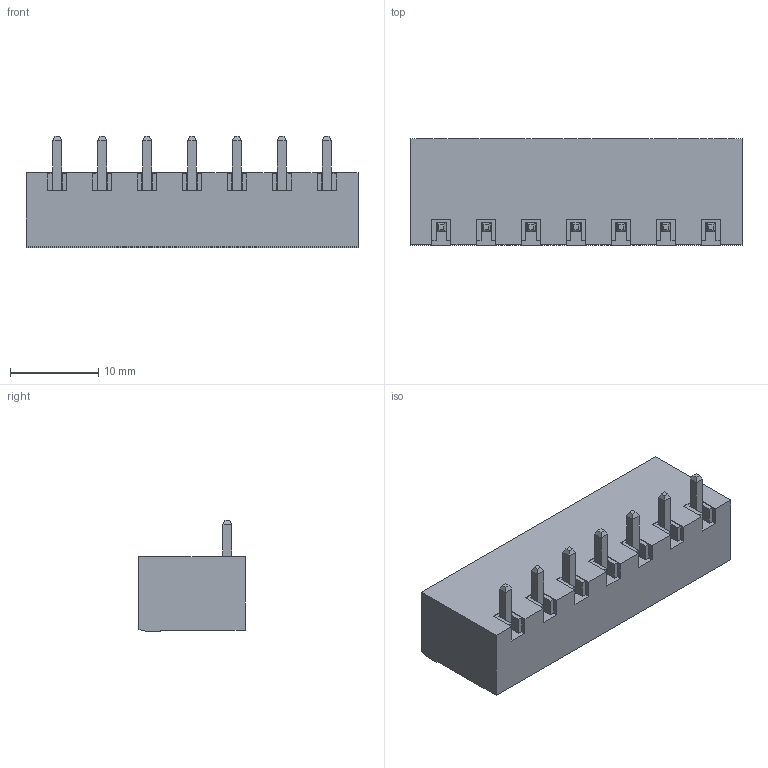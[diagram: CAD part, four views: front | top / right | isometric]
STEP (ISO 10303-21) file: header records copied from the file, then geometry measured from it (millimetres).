
FILE_DESCRIPTION (( 'STEP AP214' ), '1' );
FILE_NAME ('3F5DD961-864E-4721-AFFA-58B895EAC29E.STEP', '2023-08-29T13:27:06', ( '' ), ( '' ), 'SwSTEP 2.0', 'SolidWorks 2022', '' );
FILE_SCHEMA (( 'AUTOMOTIVE_DESIGN' ));
Length unit declared in the file: millimetre
Products named in the file (1): 3F5DD961-864E-4721-AFFA-58B895EAC29E
Bounding box: 37.56 x 12 x 12.65 mm (x, y, z)
Volume: 1602.5 mm3; surface area: 2993.9 mm2
Topology: 1 solids, 1 shells, 374 faces, 990 edges, 632 vertices
Faces by surface type: plane 339, torus 14, cylinder 14, bspline 7
Entity records: 15061 total; most frequent: CARTESIAN_POINT 2298, ORIENTED_EDGE 1980, DIRECTION 1726, EDGE_CURVE 990, LINE 822, VECTOR 822, VERTEX_POINT 632, AXIS2_PLACEMENT_3D 452
